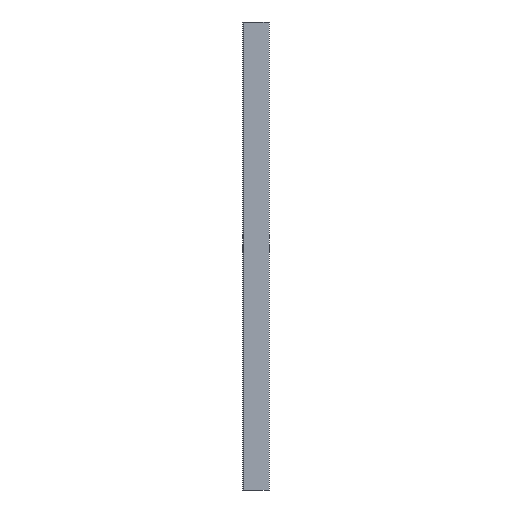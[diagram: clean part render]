
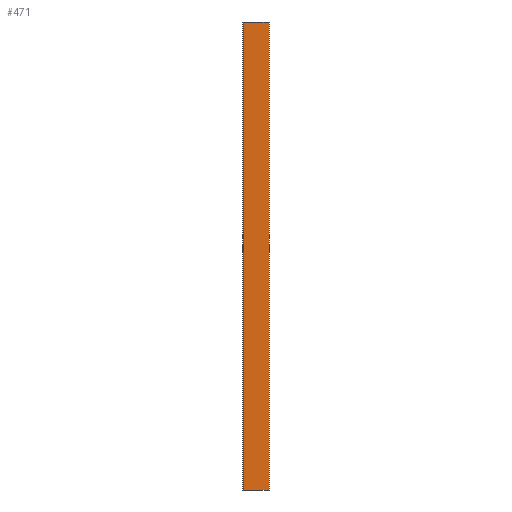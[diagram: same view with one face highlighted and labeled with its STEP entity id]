
A CAD part, front view. The second image highlights one B-rep face of the part: STEP entity #471.
In plain terms, the highlighted planar face has unit normal (0, -1, 0).
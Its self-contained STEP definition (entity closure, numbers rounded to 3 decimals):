
#23=PLANE('',#530);
#51=FACE_OUTER_BOUND('',#83,.T.);
#83=EDGE_LOOP('',(#363,#364,#365,#366));
#122=LINE('',#720,#172);
#137=LINE('',#756,#187);
#140=LINE('',#762,#190);
#141=LINE('',#763,#191);
#172=VECTOR('',#571,10.);
#187=VECTOR('',#610,10.);
#190=VECTOR('',#615,10.);
#191=VECTOR('',#616,10.);
#223=VERTEX_POINT('',#717);
#224=VERTEX_POINT('',#719);
#233=VERTEX_POINT('',#755);
#235=VERTEX_POINT('',#761);
#259=EDGE_CURVE('',#224,#223,#122,.T.);
#277=EDGE_CURVE('',#233,#224,#137,.T.);
#280=EDGE_CURVE('',#235,#223,#140,.T.);
#281=EDGE_CURVE('',#235,#233,#141,.T.);
#363=ORIENTED_EDGE('',*,*,#259,.T.);
#364=ORIENTED_EDGE('',*,*,#280,.F.);
#365=ORIENTED_EDGE('',*,*,#281,.T.);
#366=ORIENTED_EDGE('',*,*,#277,.T.);
#471=ADVANCED_FACE('',(#51),#23,.F.);
#530=AXIS2_PLACEMENT_3D('',#760,#613,#614);
#571=DIRECTION('',(0.,0.,1.));
#610=DIRECTION('',(1.,0.,0.));
#613=DIRECTION('center_axis',(0.,1.,0.));
#614=DIRECTION('ref_axis',(0.,0.,-1.));
#615=DIRECTION('',(1.,0.,0.));
#616=DIRECTION('',(0.,0.,-1.));
#717=CARTESIAN_POINT('',(132.299,0.,0.));
#719=CARTESIAN_POINT('',(132.299,0.,-2400.));
#720=CARTESIAN_POINT('',(132.299,0.,-1800.));
#755=CARTESIAN_POINT('',(0.733,0.,-2400.));
#756=CARTESIAN_POINT('',(-55.061,0.,-2400.));
#760=CARTESIAN_POINT('Origin',(41.604,0.,-1200.));
#761=CARTESIAN_POINT('',(0.733,0.,0.));
#762=CARTESIAN_POINT('',(-55.061,0.,0.));
#763=CARTESIAN_POINT('',(0.733,0.,-1200.));
